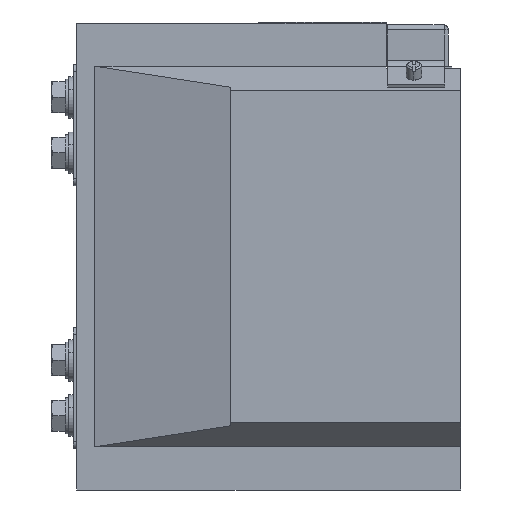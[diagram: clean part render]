
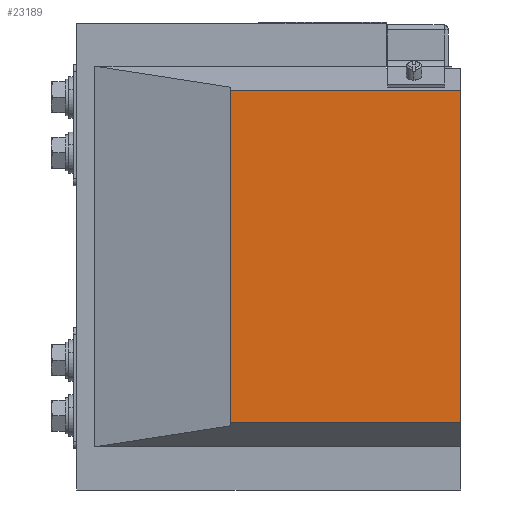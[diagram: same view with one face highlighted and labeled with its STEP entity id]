
A CAD part, left-side view. The second image highlights one B-rep face of the part: STEP entity #23189.
In plain terms, the highlighted planar face has unit normal (-1, 0, 0).
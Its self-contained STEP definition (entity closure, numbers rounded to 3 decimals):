
#9950 = EDGE_CURVE ( 'NONE', #79975, #178614, #147854, .T. ) ;
#10055 = CARTESIAN_POINT ( 'NONE',  ( -74., 133., 135. ) ) ;
#11746 = AXIS2_PLACEMENT_3D ( 'NONE', #11828, #115421, #26782 ) ;
#11828 = CARTESIAN_POINT ( 'NONE',  ( -74., 133., 135. ) ) ;
#15322 = LINE ( 'NONE', #10055, #124113 ) ;
#23189 = ADVANCED_FACE ( 'NONE', ( #121640 ), #55939, .F. ) ;
#26782 = DIRECTION ( 'NONE',  ( 0., 0., -1. ) ) ;
#36897 = CARTESIAN_POINT ( 'NONE',  ( -74., 133., -96.144 ) ) ;
#48728 = CARTESIAN_POINT ( 'NONE',  ( -74., 222.001, -96.144 ) ) ;
#55681 = ORIENTED_EDGE ( 'NONE', *, *, #78639, .T. ) ;
#55939 = PLANE ( 'NONE',  #11746 ) ;
#58742 = EDGE_LOOP ( 'NONE', ( #55681, #151851, #103863, #183914 ) ) ;
#66254 = CARTESIAN_POINT ( 'NONE',  ( -74., 0., -96.144 ) ) ;
#69100 = VECTOR ( 'NONE', #167202, 1000. ) ;
#78639 = EDGE_CURVE ( 'NONE', #105294, #79975, #15322, .T. ) ;
#79829 = VECTOR ( 'NONE', #135106, 1000. ) ;
#79975 = VERTEX_POINT ( 'NONE', #36897 ) ;
#90539 = VECTOR ( 'NONE', #174586, 1000. ) ;
#103506 = CARTESIAN_POINT ( 'NONE',  ( -74., 0., 135. ) ) ;
#103863 = ORIENTED_EDGE ( 'NONE', *, *, #126224, .F. ) ;
#105294 = VERTEX_POINT ( 'NONE', #139728 ) ;
#115421 = DIRECTION ( 'NONE',  ( 1., 0., 0. ) ) ;
#121640 = FACE_OUTER_BOUND ( 'NONE', #58742, .T. ) ;
#124113 = VECTOR ( 'NONE', #159617, 1000. ) ;
#126224 = EDGE_CURVE ( 'NONE', #177321, #178614, #158634, .T. ) ;
#129854 = LINE ( 'NONE', #188849, #90539 ) ;
#135106 = DIRECTION ( 'NONE',  ( 0., 0., -1. ) ) ;
#139728 = CARTESIAN_POINT ( 'NONE',  ( -74., 133., 96.144 ) ) ;
#147514 = EDGE_CURVE ( 'NONE', #105294, #177321, #129854, .T. ) ;
#147854 = LINE ( 'NONE', #48728, #69100 ) ;
#151851 = ORIENTED_EDGE ( 'NONE', *, *, #9950, .T. ) ;
#157430 = CARTESIAN_POINT ( 'NONE',  ( -74., 0., 96.144 ) ) ;
#158634 = LINE ( 'NONE', #103506, #79829 ) ;
#159617 = DIRECTION ( 'NONE',  ( 0., 0., -1. ) ) ;
#167202 = DIRECTION ( 'NONE',  ( 0., -1., 0. ) ) ;
#174586 = DIRECTION ( 'NONE',  ( 0., -1., 0. ) ) ;
#177321 = VERTEX_POINT ( 'NONE', #157430 ) ;
#178614 = VERTEX_POINT ( 'NONE', #66254 ) ;
#183914 = ORIENTED_EDGE ( 'NONE', *, *, #147514, .F. ) ;
#188849 = CARTESIAN_POINT ( 'NONE',  ( -74., 222.001, 96.144 ) ) ;
